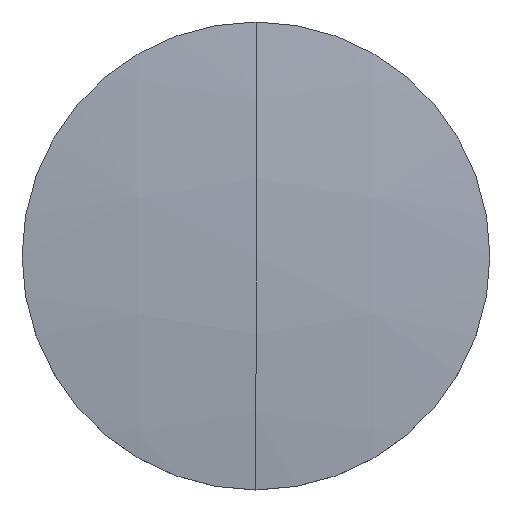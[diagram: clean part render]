
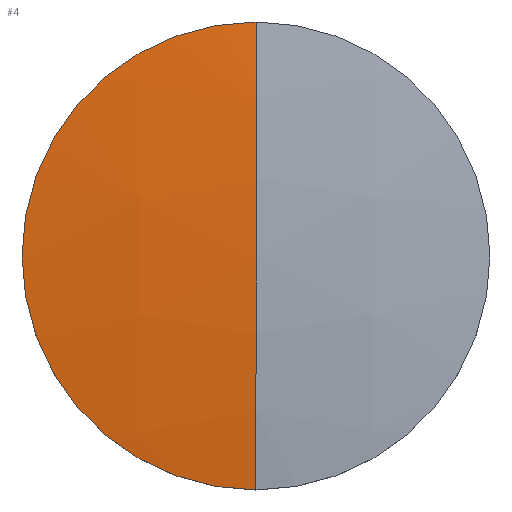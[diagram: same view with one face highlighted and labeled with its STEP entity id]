
A CAD part, top view. The second image highlights one B-rep face of the part: STEP entity #4.
In plain terms, the highlighted spherical face has radius 100.89 mm.
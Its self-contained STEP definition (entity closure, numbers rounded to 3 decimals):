
#1 = ORIENTED_EDGE ( 'NONE', *, *, #7, .T. ) ;
#4 = ADVANCED_FACE ( 'NONE', ( #40 ), #51, .T. ) ;
#5 = EDGE_LOOP ( 'NONE', ( #1, #302, #23, #29 ) ) ;
#7 = EDGE_CURVE ( 'NONE', #10, #301, #24, .T. ) ;
#10 = VERTEX_POINT ( 'NONE', #71 ) ;
#17 = EDGE_CURVE ( 'NONE', #10, #305, #82, .T. ) ;
#19 = DIRECTION ( 'NONE',  ( 1., 0., 0. ) ) ;
#20 = DIRECTION ( 'NONE',  ( 0., 0., 1. ) ) ;
#21 = CARTESIAN_POINT ( 'NONE',  ( 0., 0., 0.597 ) ) ;
#22 = AXIS2_PLACEMENT_3D ( 'NONE', #21, #20, #19 ) ;
#23 = ORIENTED_EDGE ( 'NONE', *, *, #53, .T. ) ;
#24 = CIRCLE ( 'NONE', #22, 12.7 ) ;
#25 = DIRECTION ( 'NONE',  ( 0., 1., 0. ) ) ;
#26 = DIRECTION ( 'NONE',  ( -1., 0., 0. ) ) ;
#27 = CARTESIAN_POINT ( 'NONE',  ( 0., 0., -99.49 ) ) ;
#28 = AXIS2_PLACEMENT_3D ( 'NONE', #27, #26, #25 ) ;
#29 = ORIENTED_EDGE ( 'NONE', *, *, #17, .F. ) ;
#40 = FACE_OUTER_BOUND ( 'NONE', #5, .T. ) ;
#51 = SPHERICAL_SURFACE ( 'NONE', #28, 100.89 ) ;
#53 = EDGE_CURVE ( 'NONE', #304, #305, #68, .T. ) ;
#65 = DIRECTION ( 'NONE',  ( 0., -1., 0. ) ) ;
#66 = DIRECTION ( 'NONE',  ( -1., 0., 0. ) ) ;
#67 = AXIS2_PLACEMENT_3D ( 'NONE', #93, #66, #65 ) ;
#68 = CIRCLE ( 'NONE', #67, 100.89 ) ;
#71 = CARTESIAN_POINT ( 'NONE',  ( 0., 12.7, 0.597 ) ) ;
#82 = CIRCLE ( 'NONE', #116, 100.89 ) ;
#93 = CARTESIAN_POINT ( 'NONE',  ( 0., 0., -99.49 ) ) ;
#99 = DIRECTION ( 'NONE',  ( 0., 0., -1. ) ) ;
#100 = DIRECTION ( 'NONE',  ( 1., 0., 0. ) ) ;
#115 = CARTESIAN_POINT ( 'NONE',  ( 0., 0., -99.49 ) ) ;
#116 = AXIS2_PLACEMENT_3D ( 'NONE', #115, #100, #99 ) ;
#187 = CARTESIAN_POINT ( 'NONE',  ( 0., 0., 1.4 ) ) ;
#190 = CIRCLE ( 'NONE', #238, 12.7 ) ;
#191 = CARTESIAN_POINT ( 'NONE',  ( 0., -12.7, 0.597 ) ) ;
#204 = DIRECTION ( 'NONE',  ( 1., 0., 0. ) ) ;
#230 = CARTESIAN_POINT ( 'NONE',  ( -12.7, 0., 0.597 ) ) ;
#236 = DIRECTION ( 'NONE',  ( 0., 0., 1. ) ) ;
#237 = CARTESIAN_POINT ( 'NONE',  ( 0., 0., 0.597 ) ) ;
#238 = AXIS2_PLACEMENT_3D ( 'NONE', #237, #236, #204 ) ;
#301 = VERTEX_POINT ( 'NONE', #230 ) ;
#302 = ORIENTED_EDGE ( 'NONE', *, *, #303, .T. ) ;
#303 = EDGE_CURVE ( 'NONE', #301, #304, #190, .T. ) ;
#304 = VERTEX_POINT ( 'NONE', #191 ) ;
#305 = VERTEX_POINT ( 'NONE', #187 ) ;
